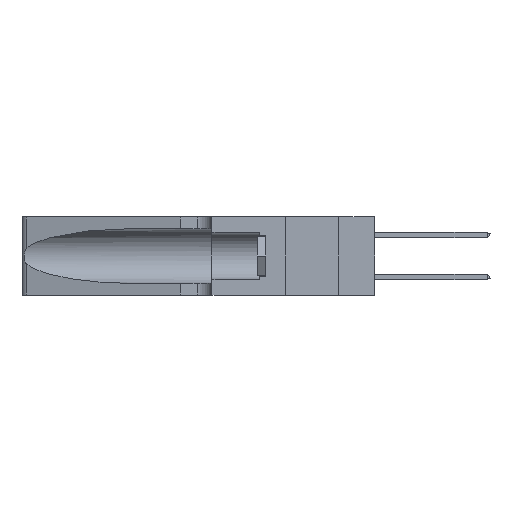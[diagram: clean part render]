
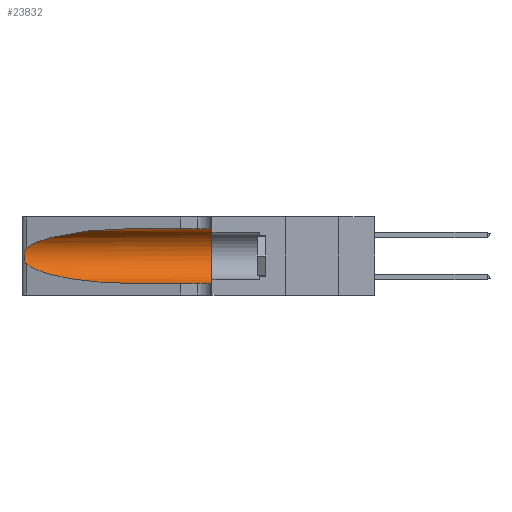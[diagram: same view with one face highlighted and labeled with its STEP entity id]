
A CAD part, left-side view. The second image highlights one B-rep face of the part: STEP entity #23832.
In plain terms, the highlighted cylindrical face has radius 3.308 mm (diameter 6.617 mm), a partial arc.
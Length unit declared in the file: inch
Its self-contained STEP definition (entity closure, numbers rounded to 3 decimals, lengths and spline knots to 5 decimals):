
#266 = EDGE_CURVE ( 'NONE', #26218, #9497, #3342, .T. ) ;
#882 =( BOUNDED_CURVE ( )  B_SPLINE_CURVE ( 3, ( #973, #20731, #20835, #5980 ),
 .UNSPECIFIED., .F., .F. ) 
 B_SPLINE_CURVE_WITH_KNOTS ( ( 4, 4 ),
 ( 1.5708, 2.84003 ),
 .UNSPECIFIED. ) 
 CURVE ( )  GEOMETRIC_REPRESENTATION_ITEM ( )  RATIONAL_B_SPLINE_CURVE ( ( 1., 0.87, 0.87, 1. ) ) 
 REPRESENTATION_ITEM ( '' )  );
#973 = CARTESIAN_POINT ( 'NONE',  ( 0.1305, 0.72297, 0.31525 ) ) ;
#1299 = ORIENTED_EDGE ( 'NONE', *, *, #266, .T. ) ;
#2390 = CARTESIAN_POINT ( 'NONE',  ( 0.25854, 1.2359, 0.20912 ) ) ;
#3278 = CARTESIAN_POINT ( 'NONE',  ( 0.1305, 0.72297, 0.05475 ) ) ;
#3342 =( BOUNDED_CURVE ( )  B_SPLINE_CURVE ( 3, ( #18159, #27773, #27879, #3278 ),
 .UNSPECIFIED., .F., .T. ) 
 B_SPLINE_CURVE_WITH_KNOTS ( ( 4, 4 ),
 ( 3.44316, 4.71239 ),
 .UNSPECIFIED. ) 
 CURVE ( )  GEOMETRIC_REPRESENTATION_ITEM ( )  RATIONAL_B_SPLINE_CURVE ( ( 1., 0.87, 0.87, 1. ) ) 
 REPRESENTATION_ITEM ( '' )  );
#3656 = EDGE_CURVE ( 'NONE', #9497, #22909, #11591, .T. ) ;
#3914 = VERTEX_POINT ( 'NONE', #5243 ) ;
#4049 = ORIENTED_EDGE ( 'NONE', *, *, #9160, .F. ) ;
#4339 = CARTESIAN_POINT ( 'NONE',  ( 0.1305, 0.35, 0.185 ) ) ;
#4877 = CARTESIAN_POINT ( 'NONE',  ( 0.26075, 1.23896, 0.19203 ) ) ;
#5243 = CARTESIAN_POINT ( 'NONE',  ( 0.1305, 0.72297, 0.31525 ) ) ;
#5980 = CARTESIAN_POINT ( 'NONE',  ( 0.25487, 1.22718, 0.22369 ) ) ;
#6785 = DIRECTION ( 'NONE',  ( 0., 0., 1. ) ) ;
#6949 = VERTEX_POINT ( 'NONE', #13066 ) ;
#7375 = CARTESIAN_POINT ( 'NONE',  ( 0.26017, 1.23833, 0.17102 ) ) ;
#7540 = CARTESIAN_POINT ( 'NONE',  ( 0.1305, 0.35, 0.05475 ) ) ;
#8019 = VERTEX_POINT ( 'NONE', #19994 ) ;
#9160 = EDGE_CURVE ( 'NONE', #8019, #22909, #15934, .T. ) ;
#9497 = VERTEX_POINT ( 'NONE', #12776 ) ;
#9891 = CARTESIAN_POINT ( 'NONE',  ( 0.25789, 1.23486, 0.15765 ) ) ;
#10461 = ORIENTED_EDGE ( 'NONE', *, *, #3656, .T. ) ;
#11547 = ORIENTED_EDGE ( 'NONE', *, *, #13275, .T. ) ;
#11591 = LINE ( 'NONE', #24083, #23906 ) ;
#12321 = CARTESIAN_POINT ( 'NONE',  ( 0.25487, 1.22718, 0.22369 ) ) ;
#12426 = CARTESIAN_POINT ( 'NONE',  ( 0.25555, 1.22993, 0.14849 ) ) ;
#12636 = EDGE_CURVE ( 'NONE', #3914, #8019, #26489, .T. ) ;
#12776 = CARTESIAN_POINT ( 'NONE',  ( 0.1305, 0.72297, 0.05475 ) ) ;
#13066 = CARTESIAN_POINT ( 'NONE',  ( 0.25487, 1.22718, 0.22369 ) ) ;
#13275 = EDGE_CURVE ( 'NONE', #3914, #6949, #882, .T. ) ;
#13573 = DIRECTION ( 'NONE',  ( 0., -1., 0. ) ) ;
#14190 = DIRECTION ( 'NONE',  ( 0., -1., 0. ) ) ;
#15506 = AXIS2_PLACEMENT_3D ( 'NONE', #4339, #21646, #6785 ) ;
#15934 = CIRCLE ( 'NONE', #15506, 0.13025 ) ;
#16556 = FACE_OUTER_BOUND ( 'NONE', #19374, .T. ) ;
#16558 = EDGE_CURVE ( 'NONE', #6949, #26218, #21590, .T. ) ;
#17298 = CARTESIAN_POINT ( 'NONE',  ( 0.25787, 1.23484, 0.2124 ) ) ;
#18159 = CARTESIAN_POINT ( 'NONE',  ( 0.25487, 1.22718, 0.14631 ) ) ;
#18796 = DIRECTION ( 'NONE',  ( 0., 0., -1. ) ) ;
#19374 = EDGE_LOOP ( 'NONE', ( #11547, #30002, #1299, #10461, #4049, #19642 ) ) ;
#19642 = ORIENTED_EDGE ( 'NONE', *, *, #12636, .F. ) ;
#19737 = CARTESIAN_POINT ( 'NONE',  ( 0.26018, 1.23835, 0.19895 ) ) ;
#19973 = VECTOR ( 'NONE', #13573, 39.37008 ) ;
#19994 = CARTESIAN_POINT ( 'NONE',  ( 0.1305, 0.35, 0.31525 ) ) ;
#20113 = AXIS2_PLACEMENT_3D ( 'NONE', #23604, #23705, #18796 ) ;
#20731 = CARTESIAN_POINT ( 'NONE',  ( 0.18966, 0.96281, 0.31525 ) ) ;
#20835 = CARTESIAN_POINT ( 'NONE',  ( 0.2373, 1.15595, 0.28018 ) ) ;
#21502 = CARTESIAN_POINT ( 'NONE',  ( 0.25487, 1.22718, 0.14631 ) ) ;
#21590 = B_SPLINE_CURVE_WITH_KNOTS ( 'NONE', 3,
 ( #12321, #27017, #31923, #17298, #2390, #19737, #4877, #22209, #7375, #24669, #9891, #27127, #12426, #29587 ),
 .UNSPECIFIED., .F., .F.,
 ( 4, 2, 2, 2, 2, 2, 4 ),
 ( 0., 0.00027, 0.00053, 0.00107, 0.0016, 0.00187, 0.00214 ),
 .UNSPECIFIED. ) ;
#21646 = DIRECTION ( 'NONE',  ( 0., 1., 0. ) ) ;
#22209 = CARTESIAN_POINT ( 'NONE',  ( 0.26075, 1.23896, 0.178 ) ) ;
#22325 = CYLINDRICAL_SURFACE ( 'NONE', #20113, 0.13025 ) ;
#22909 = VERTEX_POINT ( 'NONE', #7540 ) ;
#23604 = CARTESIAN_POINT ( 'NONE',  ( 0.1305, 1.61858, 0.185 ) ) ;
#23705 = DIRECTION ( 'NONE',  ( 0., -1., 0. ) ) ;
#23832 = ADVANCED_FACE ( 'NONE', ( #16556 ), #22325, .F. ) ;
#23906 = VECTOR ( 'NONE', #14190, 39.37008 ) ;
#24083 = CARTESIAN_POINT ( 'NONE',  ( 0.1305, 1.61858, 0.05475 ) ) ;
#24669 = CARTESIAN_POINT ( 'NONE',  ( 0.25856, 1.23593, 0.16098 ) ) ;
#25809 = CARTESIAN_POINT ( 'NONE',  ( 0.1305, 1.61858, 0.31525 ) ) ;
#26218 = VERTEX_POINT ( 'NONE', #21502 ) ;
#26489 = LINE ( 'NONE', #25809, #19973 ) ;
#27017 = CARTESIAN_POINT ( 'NONE',  ( 0.25555, 1.22994, 0.2215 ) ) ;
#27127 = CARTESIAN_POINT ( 'NONE',  ( 0.25639, 1.23186, 0.15144 ) ) ;
#27773 = CARTESIAN_POINT ( 'NONE',  ( 0.2373, 1.15595, 0.08982 ) ) ;
#27879 = CARTESIAN_POINT ( 'NONE',  ( 0.18966, 0.96281, 0.05475 ) ) ;
#29587 = CARTESIAN_POINT ( 'NONE',  ( 0.25487, 1.22718, 0.14631 ) ) ;
#30002 = ORIENTED_EDGE ( 'NONE', *, *, #16558, .T. ) ;
#31923 = CARTESIAN_POINT ( 'NONE',  ( 0.25639, 1.23184, 0.21858 ) ) ;
